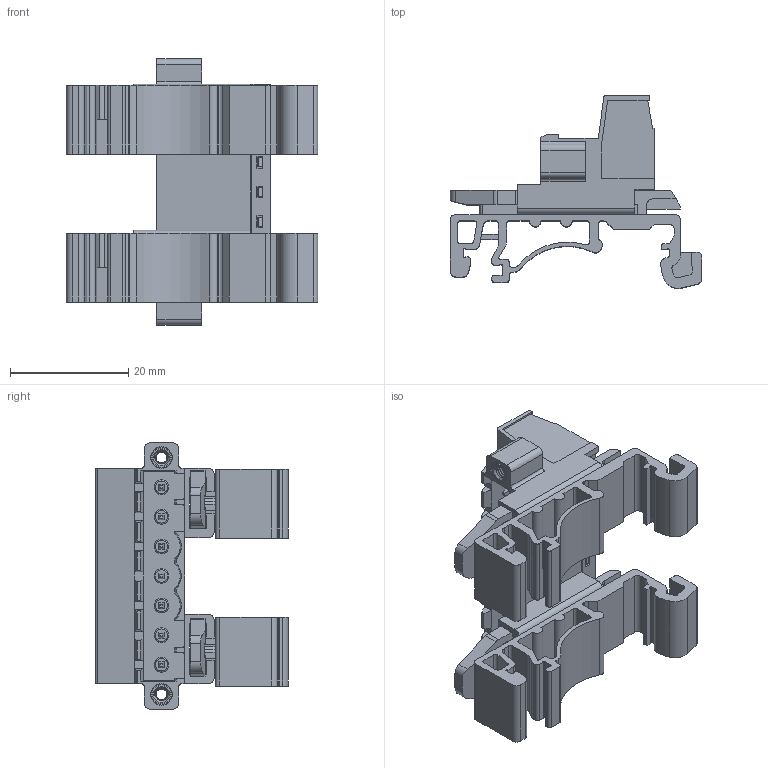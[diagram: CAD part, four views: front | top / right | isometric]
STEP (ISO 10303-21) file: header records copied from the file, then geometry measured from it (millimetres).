
FILE_DESCRIPTION((''),'2;1');
FILE_NAME('WJ2EDGURKM-500-07P-00A','2017-03-16T',('QZY'),(''),'CREO PARAMETRIC BY PTC INC, 2014440','CREO PARAMETRIC BY PTC INC, 2014440','');
FILE_SCHEMA(('CONFIG_CONTROL_DESIGN'));
Products named in the file (1): WJ2EDGURKM-500-07P-00A
Bounding box: 42.5 x 32.6 x 45 mm (x, y, z)
Volume: 10648.7 mm3; surface area: 19334.8 mm2
Topology: 1 solids, 1 shells, 2630 faces, 7529 edges, 4821 vertices
Faces by surface type: plane 1801, cylinder 476, bspline 240, cone 71, torus 42
Entity records: 136561 total; most frequent: CARTESIAN_POINT 52066, ORIENTED_EDGE 15058, DIRECTION 12659, EDGE_CURVE 7529, VECTOR 5267, LINE 5267, VERTEX_POINT 4821, AXIS2_PLACEMENT_3D 3696
